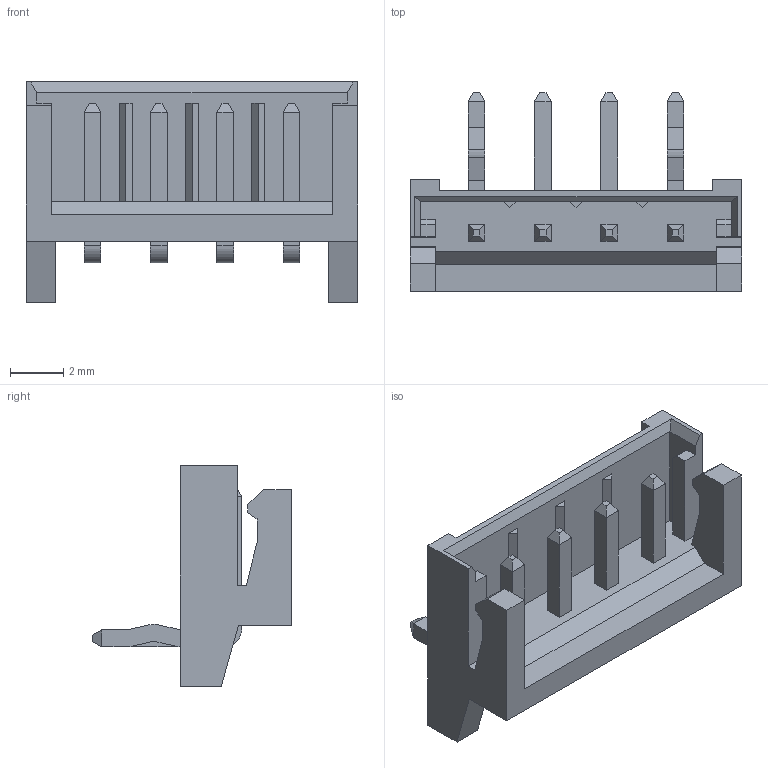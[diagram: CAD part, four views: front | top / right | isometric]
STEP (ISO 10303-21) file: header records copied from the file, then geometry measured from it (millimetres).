
FILE_DESCRIPTION( ( 'Unknown' ), '1' );
FILE_NAME( '68800411722.stp', 'Unknown', ( 'Unknown' ), ( 'Unknown' ), 'PSStep 21.0.46', 'Unknown', ' ' );
FILE_SCHEMA( ( 'AUTOMOTIVE_DESIGN { 1 0 10303 214 1 1 1 1 }' ) );
Length unit declared in the file: millimetre
Products named in the file (4): Assem1; Pin1; Pin2; 68800411722
Assembly tree (5 placements, depth 2):
  Assem1
    Pin1  x2
    Pin2  x2
    68800411722
Bounding box: 12.5 x 7.5 x 8.3 mm (x, y, z)
Volume: 133.3 mm3; surface area: 486.2 mm2
Topology: 5 solids, 5 shells, 220 faces, 584 edges, 378 vertices
Faces by surface type: plane 200, cylinder 20
Entity records: 6458 total; most frequent: CARTESIAN_POINT 904, ORIENTED_EDGE 888, DIRECTION 804, EDGE_CURVE 444, LINE 424, VECTOR 424, VERTEX_POINT 290, AXIS2_PLACEMENT_3D 190
